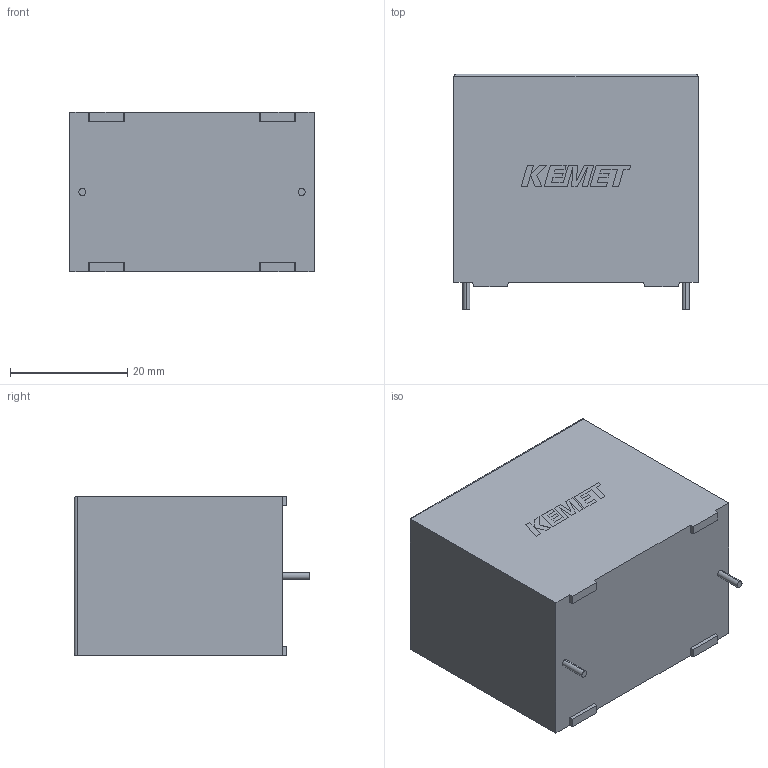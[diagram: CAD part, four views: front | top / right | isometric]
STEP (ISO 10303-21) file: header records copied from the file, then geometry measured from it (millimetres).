
FILE_DESCRIPTION (( 'STEP AP214' ), '1' );
FILE_NAME ('CFP_RB_42.5X37X28_L41.8H36.3T27.3S37.5LL4F1.2.STEP', '2020-03-30T15:06:30', ( '' ), ( '' ), 'SwSTEP 2.0', 'SolidWorks 2014', '' );
FILE_SCHEMA (( 'AUTOMOTIVE_DESIGN' ));
Length unit declared in the file: millimetre
Products named in the file (1): CFP_RB_42.5X37X28_L41.8H36.3T27.3S37.5LL4F1.2
Bounding box: 41.8 x 40.3 x 27.3 mm (x, y, z)
Volume: 40625.4 mm3; surface area: 7326.6 mm2
Topology: 4 solids, 4 shells, 89 faces, 233 edges, 154 vertices
Faces by surface type: plane 81, cylinder 8
Entity records: 3096 total; most frequent: CARTESIAN_POINT 489, ORIENTED_EDGE 466, DIRECTION 417, EDGE_CURVE 233, VECTOR 221, LINE 221, VERTEX_POINT 154, AXIS2_PLACEMENT_3D 98
